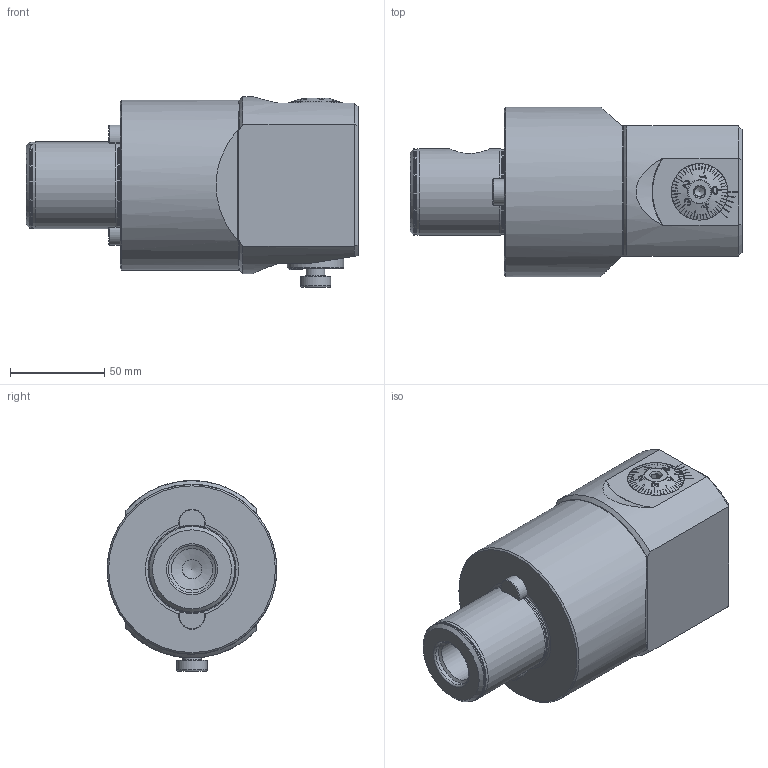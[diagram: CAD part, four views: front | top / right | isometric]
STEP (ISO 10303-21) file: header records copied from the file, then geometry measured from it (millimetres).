
FILE_DESCRIPTION (( 'STEP AP214' ), '1' );
FILE_NAME ('ST7.F94.AA4.130.STEP', '2020-09-23T08:29:04', ( '' ), ( '' ), 'SwSTEP 2.0', 'SolidWorks 2017', '' );
FILE_SCHEMA (( 'AUTOMOTIVE_DESIGN' ));
Length unit declared in the file: millimetre
Products named in the file (16): A55-BG2.011.016_D; ISO 4026 - M10 x 16; Klebstoff D10; A55-BG2.013.005_C; ST7-F94.AA3.130_A; F55-BG1.012.012_A; ST7-ER2.001.014_A; F94-BG1.AA4.030; A55-BG2.012.006_B; F94-BG1.DA3.030_A; DIN 7984 - M10 x 16; DIN 3771 - 25x1.5; WCB-ER2.001.009_A; A55-BG3.011.033_A_gek〉zt; ST7.F94.AA4.130; F94-BG2.014.024_B_Fertig mit Gewinde
Assembly tree (16 placements, depth 3):
  ST7.F94.AA4.130
    ST7-F94.AA3.130_A
    F94-BG1.AA4.030
      F94-BG1.DA3.030_A
      F55-BG1.012.012_A
      A55-BG2.011.016_D
      A55-BG2.012.006_B
      A55-BG2.013.005_C
      DIN 3771 - 25x1.5
      F94-BG2.014.024_B_Fertig mit Gewinde
    A55-BG3.011.033_A_gek〉zt
    WCB-ER2.001.009_A
    Klebstoff D10
    ISO 4026 - M10 x 16
    DIN 7984 - M10 x 16
    ST7-ER2.001.014_A  x2
Bounding box: 176 x 90 x 101.14 mm (x, y, z)
Volume: 796125.9 mm3; surface area: 93804.5 mm2
Topology: 15 solids, 15 shells, 611 faces, 1590 edges, 1022 vertices
Faces by surface type: plane 309, cone 133, cylinder 99, bspline 36, torus 33, sphere 1
Full cylindrical faces by diameter (mm): 2.5 x3, 3.3 x2, 4 x1, 4.2 x5, 5 x1, 5.25 x1, 6 x4, 8 x2, 8.5 x2, 9.95 x1, 10 x4, 10.2 x1, 11.4 x1, 11.5 x1, 11.6 x1, 11.95 x1, 12 x4, 12.4 x1, 13 x1, 14 x2, 15 x1, 16 x1, 18 x1, 20 x1, 22 x2, 25 x4, 29.9 x1, 29.98 x1, 30 x3, 45.3 x1
Entity records: 25055 total; most frequent: CARTESIAN_POINT 8150, ORIENTED_EDGE 2758, DIRECTION 2351, EDGE_CURVE 1379, VERTEX_POINT 963, AXIS2_PLACEMENT_3D 930, EDGE_LOOP 780, FACE_OUTER_BOUND 682
